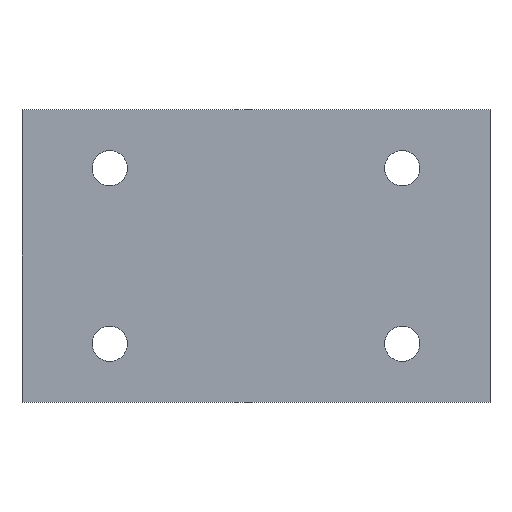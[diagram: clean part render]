
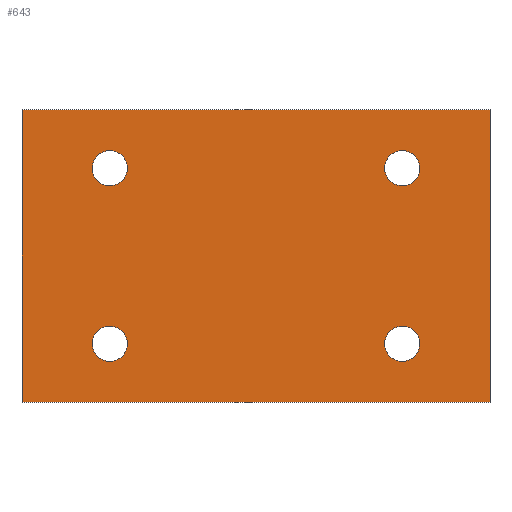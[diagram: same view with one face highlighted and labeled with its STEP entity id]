
A CAD part, front view. The second image highlights one B-rep face of the part: STEP entity #643.
In plain terms, the highlighted planar face has unit normal (0, -1, 0).
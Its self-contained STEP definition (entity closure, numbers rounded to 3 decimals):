
#7 = CARTESIAN_POINT ( 'NONE',  ( 28., 0., 15. ) ) ;
#8 = EDGE_LOOP ( 'NONE', ( #181, #267 ) ) ;
#11 = FACE_BOUND ( 'NONE', #222, .T. ) ;
#36 = DIRECTION ( 'NONE',  ( -1., 0., 0. ) ) ;
#41 = EDGE_CURVE ( 'NONE', #333, #409, #257, .T. ) ;
#48 = AXIS2_PLACEMENT_3D ( 'NONE', #233, #528, #175 ) ;
#50 = AXIS2_PLACEMENT_3D ( 'NONE', #674, #146, #355 ) ;
#55 = CARTESIAN_POINT ( 'NONE',  ( -40., 0., 25. ) ) ;
#74 = FACE_BOUND ( 'NONE', #168, .T. ) ;
#78 = CARTESIAN_POINT ( 'NONE',  ( 25., 0., -15. ) ) ;
#92 = EDGE_CURVE ( 'NONE', #533, #347, #459, .T. ) ;
#104 = AXIS2_PLACEMENT_3D ( 'NONE', #534, #381, #284 ) ;
#105 = DIRECTION ( 'NONE',  ( 0., 1., 0. ) ) ;
#113 = FACE_BOUND ( 'NONE', #235, .T. ) ;
#128 = LINE ( 'NONE', #350, #276 ) ;
#133 = CIRCLE ( 'NONE', #104, 3. ) ;
#136 = DIRECTION ( 'NONE',  ( 1., 0., 0. ) ) ;
#146 = DIRECTION ( 'NONE',  ( 0., 1., 0. ) ) ;
#150 = ORIENTED_EDGE ( 'NONE', *, *, #446, .T. ) ;
#166 = DIRECTION ( 'NONE',  ( 0., 1., 0. ) ) ;
#168 = EDGE_LOOP ( 'NONE', ( #213, #512 ) ) ;
#173 = CIRCLE ( 'NONE', #366, 3. ) ;
#175 = DIRECTION ( 'NONE',  ( 1., 0., 0. ) ) ;
#180 = CARTESIAN_POINT ( 'NONE',  ( -28., 0., 15. ) ) ;
#181 = ORIENTED_EDGE ( 'NONE', *, *, #455, .T. ) ;
#183 = CIRCLE ( 'NONE', #422, 3. ) ;
#189 = EDGE_CURVE ( 'NONE', #347, #421, #666, .T. ) ;
#193 = VECTOR ( 'NONE', #407, 1000. ) ;
#195 = CIRCLE ( 'NONE', #50, 3. ) ;
#212 = DIRECTION ( 'NONE',  ( 0., 1., 0. ) ) ;
#213 = ORIENTED_EDGE ( 'NONE', *, *, #668, .T. ) ;
#222 = EDGE_LOOP ( 'NONE', ( #150, #549 ) ) ;
#224 = CARTESIAN_POINT ( 'NONE',  ( -22., 0., 15. ) ) ;
#232 = DIRECTION ( 'NONE',  ( 0., 0., -1. ) ) ;
#233 = CARTESIAN_POINT ( 'NONE',  ( 25., 0., 15. ) ) ;
#235 = EDGE_LOOP ( 'NONE', ( #573, #363 ) ) ;
#250 = CIRCLE ( 'NONE', #506, 3. ) ;
#254 = AXIS2_PLACEMENT_3D ( 'NONE', #526, #212, #316 ) ;
#257 = CIRCLE ( 'NONE', #48, 3. ) ;
#263 = DIRECTION ( 'NONE',  ( 1., 0., 0. ) ) ;
#267 = ORIENTED_EDGE ( 'NONE', *, *, #273, .T. ) ;
#268 = CARTESIAN_POINT ( 'NONE',  ( 25., 0., 15. ) ) ;
#270 = ORIENTED_EDGE ( 'NONE', *, *, #92, .F. ) ;
#273 = EDGE_CURVE ( 'NONE', #587, #439, #195, .T. ) ;
#276 = VECTOR ( 'NONE', #555, 1000. ) ;
#277 = EDGE_LOOP ( 'NONE', ( #338, #270, #681, #488 ) ) ;
#280 = FACE_OUTER_BOUND ( 'NONE', #277, .T. ) ;
#284 = DIRECTION ( 'NONE',  ( 1., 0., 0. ) ) ;
#286 = CARTESIAN_POINT ( 'NONE',  ( 22., 0., -15. ) ) ;
#288 = DIRECTION ( 'NONE',  ( 1., 0., 0. ) ) ;
#303 = CARTESIAN_POINT ( 'NONE',  ( 40., 0., -25. ) ) ;
#316 = DIRECTION ( 'NONE',  ( 1., 0., 0. ) ) ;
#325 = CARTESIAN_POINT ( 'NONE',  ( -25., 0., -15. ) ) ;
#330 = CARTESIAN_POINT ( 'NONE',  ( -28., 0., -15. ) ) ;
#333 = VERTEX_POINT ( 'NONE', #521 ) ;
#338 = ORIENTED_EDGE ( 'NONE', *, *, #189, .F. ) ;
#346 = CARTESIAN_POINT ( 'NONE',  ( 40., 0., 25. ) ) ;
#347 = VERTEX_POINT ( 'NONE', #635 ) ;
#350 = CARTESIAN_POINT ( 'NONE',  ( -40., 0., 25. ) ) ;
#353 = AXIS2_PLACEMENT_3D ( 'NONE', #325, #377, #263 ) ;
#355 = DIRECTION ( 'NONE',  ( 1., 0., 0. ) ) ;
#360 = DIRECTION ( 'NONE',  ( 1., 0., 0. ) ) ;
#363 = ORIENTED_EDGE ( 'NONE', *, *, #41, .T. ) ;
#366 = AXIS2_PLACEMENT_3D ( 'NONE', #268, #105, #360 ) ;
#369 = EDGE_CURVE ( 'NONE', #409, #333, #173, .T. ) ;
#376 = CARTESIAN_POINT ( 'NONE',  ( 40., 0., -25. ) ) ;
#377 = DIRECTION ( 'NONE',  ( 0., 1., 0. ) ) ;
#381 = DIRECTION ( 'NONE',  ( 0., 1., 0. ) ) ;
#389 = CARTESIAN_POINT ( 'NONE',  ( -25., 0., 15. ) ) ;
#397 = CARTESIAN_POINT ( 'NONE',  ( -40., 0., -25. ) ) ;
#407 = DIRECTION ( 'NONE',  ( 0., 0., 1. ) ) ;
#409 = VERTEX_POINT ( 'NONE', #7 ) ;
#421 = VERTEX_POINT ( 'NONE', #468 ) ;
#422 = AXIS2_PLACEMENT_3D ( 'NONE', #389, #599, #136 ) ;
#433 = DIRECTION ( 'NONE',  ( 1., 0., 0. ) ) ;
#434 = VERTEX_POINT ( 'NONE', #330 ) ;
#439 = VERTEX_POINT ( 'NONE', #541 ) ;
#440 = AXIS2_PLACEMENT_3D ( 'NONE', #55, #166, #433 ) ;
#441 = CARTESIAN_POINT ( 'NONE',  ( -22., 0., -15. ) ) ;
#446 = EDGE_CURVE ( 'NONE', #523, #577, #133, .T. ) ;
#455 = EDGE_CURVE ( 'NONE', #439, #587, #250, .T. ) ;
#459 = LINE ( 'NONE', #303, #626 ) ;
#468 = CARTESIAN_POINT ( 'NONE',  ( -40., 0., 25. ) ) ;
#480 = CARTESIAN_POINT ( 'NONE',  ( 40., 0., 25. ) ) ;
#488 = ORIENTED_EDGE ( 'NONE', *, *, #602, .F. ) ;
#506 = AXIS2_PLACEMENT_3D ( 'NONE', #78, #650, #288 ) ;
#509 = EDGE_CURVE ( 'NONE', #661, #533, #654, .T. ) ;
#512 = ORIENTED_EDGE ( 'NONE', *, *, #673, .T. ) ;
#521 = CARTESIAN_POINT ( 'NONE',  ( 22., 0., 15. ) ) ;
#523 = VERTEX_POINT ( 'NONE', #224 ) ;
#526 = CARTESIAN_POINT ( 'NONE',  ( -25., 0., -15. ) ) ;
#528 = DIRECTION ( 'NONE',  ( 0., 1., 0. ) ) ;
#533 = VERTEX_POINT ( 'NONE', #376 ) ;
#534 = CARTESIAN_POINT ( 'NONE',  ( -25., 0., 15. ) ) ;
#536 = CIRCLE ( 'NONE', #254, 3. ) ;
#541 = CARTESIAN_POINT ( 'NONE',  ( 28., 0., -15. ) ) ;
#542 = EDGE_CURVE ( 'NONE', #577, #523, #183, .T. ) ;
#549 = ORIENTED_EDGE ( 'NONE', *, *, #542, .T. ) ;
#555 = DIRECTION ( 'NONE',  ( 1., 0., 0. ) ) ;
#569 = VECTOR ( 'NONE', #232, 1000. ) ;
#573 = ORIENTED_EDGE ( 'NONE', *, *, #369, .T. ) ;
#577 = VERTEX_POINT ( 'NONE', #180 ) ;
#581 = FACE_BOUND ( 'NONE', #8, .T. ) ;
#585 = PLANE ( 'NONE',  #440 ) ;
#587 = VERTEX_POINT ( 'NONE', #286 ) ;
#599 = DIRECTION ( 'NONE',  ( 0., 1., 0. ) ) ;
#602 = EDGE_CURVE ( 'NONE', #421, #661, #128, .T. ) ;
#622 = VERTEX_POINT ( 'NONE', #441 ) ;
#626 = VECTOR ( 'NONE', #36, 1000. ) ;
#635 = CARTESIAN_POINT ( 'NONE',  ( -40., 0., -25. ) ) ;
#643 = ADVANCED_FACE ( 'PLANAR_1', ( #11, #74, #280, #581, #113 ), #585, .F. ) ;
#650 = DIRECTION ( 'NONE',  ( 0., 1., 0. ) ) ;
#654 = LINE ( 'NONE', #346, #569 ) ;
#655 = CIRCLE ( 'NONE', #353, 3. ) ;
#661 = VERTEX_POINT ( 'NONE', #480 ) ;
#666 = LINE ( 'NONE', #397, #193 ) ;
#668 = EDGE_CURVE ( 'NONE', #622, #434, #655, .T. ) ;
#673 = EDGE_CURVE ( 'NONE', #434, #622, #536, .T. ) ;
#674 = CARTESIAN_POINT ( 'NONE',  ( 25., 0., -15. ) ) ;
#681 = ORIENTED_EDGE ( 'NONE', *, *, #509, .F. ) ;
